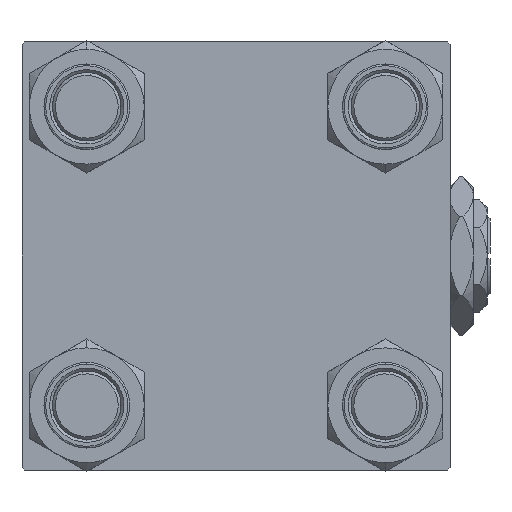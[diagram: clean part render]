
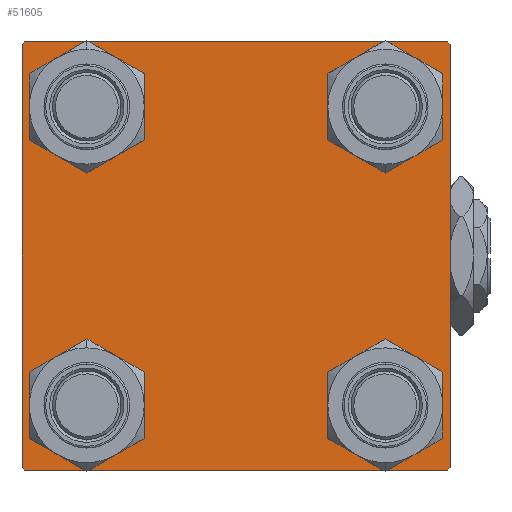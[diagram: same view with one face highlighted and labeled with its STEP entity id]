
A CAD part, left-side view. The second image highlights one B-rep face of the part: STEP entity #51605.
In plain terms, the highlighted planar face has unit normal (-1, 0, 0).
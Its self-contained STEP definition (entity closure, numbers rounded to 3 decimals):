
#44 = CARTESIAN_POINT ( 'NONE',  ( 0., 26.15, 19.65 ) ) ;
#484 = DIRECTION ( 'NONE',  ( 0., 0., 1. ) ) ;
#655 = AXIS2_PLACEMENT_3D ( 'NONE', #44913, #3844, #20002 ) ;
#1143 = DIRECTION ( 'NONE',  ( 0., -0.707, 0.707 ) ) ;
#1212 = ORIENTED_EDGE ( 'NONE', *, *, #27049, .T. ) ;
#1611 = AXIS2_PLACEMENT_3D ( 'NONE', #16368, #20608, #484 ) ;
#1651 = FACE_OUTER_BOUND ( 'NONE', #33701, .T. ) ;
#2039 = CARTESIAN_POINT ( 'NONE',  ( 0., -37.5, -37. ) ) ;
#2072 = DIRECTION ( 'NONE',  ( 0., -0.707, -0.707 ) ) ;
#2294 = CARTESIAN_POINT ( 'NONE',  ( 0., 37.5, 37. ) ) ;
#2339 = LINE ( 'NONE', #10561, #3226 ) ;
#2539 = LINE ( 'NONE', #51056, #8069 ) ;
#3226 = VECTOR ( 'NONE', #2072, 1000. ) ;
#3628 = EDGE_CURVE ( 'NONE', #47241, #29142, #46343, .T. ) ;
#3844 = DIRECTION ( 'NONE',  ( 1., 0., 0. ) ) ;
#3985 = EDGE_CURVE ( 'NONE', #6581, #48530, #2339, .T. ) ;
#4567 = EDGE_CURVE ( 'NONE', #27647, #14183, #43029, .T. ) ;
#5047 = ORIENTED_EDGE ( 'NONE', *, *, #18468, .T. ) ;
#5492 = CARTESIAN_POINT ( 'NONE',  ( 0., 37.5, 37.5 ) ) ;
#6010 = ORIENTED_EDGE ( 'NONE', *, *, #3985, .T. ) ;
#6581 = VERTEX_POINT ( 'NONE', #47678 ) ;
#6767 = EDGE_CURVE ( 'NONE', #14183, #27647, #18538, .T. ) ;
#6788 = DIRECTION ( 'NONE',  ( 0., 0., -1. ) ) ;
#7779 = DIRECTION ( 'NONE',  ( 0., 0., 1. ) ) ;
#8069 = VECTOR ( 'NONE', #6788, 1000. ) ;
#8985 = AXIS2_PLACEMENT_3D ( 'NONE', #51219, #39304, #14888 ) ;
#9873 = DIRECTION ( 'NONE',  ( 0., 0., 1. ) ) ;
#10561 = CARTESIAN_POINT ( 'NONE',  ( 0., 37.25, -37.25 ) ) ;
#10687 = EDGE_CURVE ( 'NONE', #21331, #19864, #37323, .T. ) ;
#11053 = ORIENTED_EDGE ( 'NONE', *, *, #6767, .T. ) ;
#11385 = CARTESIAN_POINT ( 'NONE',  ( 0., 26.15, 26.15 ) ) ;
#11649 = VECTOR ( 'NONE', #1143, 1000. ) ;
#11961 = CARTESIAN_POINT ( 'NONE',  ( 0., -26.15, -19.65 ) ) ;
#12063 = VECTOR ( 'NONE', #30380, 1000. ) ;
#13324 = DIRECTION ( 'NONE',  ( -1., 0., 0. ) ) ;
#13580 = FACE_BOUND ( 'NONE', #41600, .T. ) ;
#13899 = ORIENTED_EDGE ( 'NONE', *, *, #26210, .T. ) ;
#13905 = CIRCLE ( 'NONE', #43567, 6.5 ) ;
#14183 = VERTEX_POINT ( 'NONE', #26463 ) ;
#14888 = DIRECTION ( 'NONE',  ( 0., 0., 1. ) ) ;
#15733 = CARTESIAN_POINT ( 'NONE',  ( 0., 37.5, 37.5 ) ) ;
#15790 = EDGE_CURVE ( 'NONE', #29142, #47241, #45791, .T. ) ;
#16102 = VECTOR ( 'NONE', #41540, 1000. ) ;
#16368 = CARTESIAN_POINT ( 'NONE',  ( 0., -26.15, 26.15 ) ) ;
#16513 = CARTESIAN_POINT ( 'NONE',  ( 0., 37., 37.5 ) ) ;
#17279 = AXIS2_PLACEMENT_3D ( 'NONE', #42675, #30494, #19068 ) ;
#17563 = ORIENTED_EDGE ( 'NONE', *, *, #10687, .T. ) ;
#17633 = VERTEX_POINT ( 'NONE', #36145 ) ;
#18468 = EDGE_CURVE ( 'NONE', #39783, #19077, #25863, .T. ) ;
#18538 = CIRCLE ( 'NONE', #1611, 6.5 ) ;
#19068 = DIRECTION ( 'NONE',  ( 0., 0., 1. ) ) ;
#19077 = VERTEX_POINT ( 'NONE', #39202 ) ;
#19333 = AXIS2_PLACEMENT_3D ( 'NONE', #48632, #45937, #49665 ) ;
#19783 = CARTESIAN_POINT ( 'NONE',  ( 0., -26.15, 32.65 ) ) ;
#19864 = VERTEX_POINT ( 'NONE', #2294 ) ;
#20002 = DIRECTION ( 'NONE',  ( 0., 0., 1. ) ) ;
#20505 = ORIENTED_EDGE ( 'NONE', *, *, #3628, .T. ) ;
#20608 = DIRECTION ( 'NONE',  ( 1., 0., 0. ) ) ;
#21331 = VERTEX_POINT ( 'NONE', #16513 ) ;
#21682 = CIRCLE ( 'NONE', #8985, 6.5 ) ;
#21796 = FACE_BOUND ( 'NONE', #41328, .T. ) ;
#22058 = CARTESIAN_POINT ( 'NONE',  ( 0., 0., 0. ) ) ;
#22389 = VERTEX_POINT ( 'NONE', #46978 ) ;
#23499 = AXIS2_PLACEMENT_3D ( 'NONE', #39575, #43275, #47253 ) ;
#24605 = DIRECTION ( 'NONE',  ( 0., 0., 1. ) ) ;
#24887 = VERTEX_POINT ( 'NONE', #30688 ) ;
#25514 = CARTESIAN_POINT ( 'NONE',  ( 0., -37.25, -37.25 ) ) ;
#25629 = LINE ( 'NONE', #5492, #48759 ) ;
#25863 = LINE ( 'NONE', #46803, #12063 ) ;
#26040 = ORIENTED_EDGE ( 'NONE', *, *, #48594, .T. ) ;
#26210 = EDGE_CURVE ( 'NONE', #19864, #6581, #25629, .T. ) ;
#26454 = ORIENTED_EDGE ( 'NONE', *, *, #48699, .T. ) ;
#26463 = CARTESIAN_POINT ( 'NONE',  ( 0., -26.15, 19.65 ) ) ;
#27049 = EDGE_CURVE ( 'NONE', #17633, #35417, #21682, .T. ) ;
#27335 = CARTESIAN_POINT ( 'NONE',  ( 0., 26.15, -32.65 ) ) ;
#27448 = VECTOR ( 'NONE', #31932, 1000. ) ;
#27647 = VERTEX_POINT ( 'NONE', #19783 ) ;
#29142 = VERTEX_POINT ( 'NONE', #11961 ) ;
#29200 = EDGE_CURVE ( 'NONE', #48530, #22389, #41369, .T. ) ;
#29872 = CARTESIAN_POINT ( 'NONE',  ( 0., 37.25, 37.25 ) ) ;
#30178 = EDGE_LOOP ( 'NONE', ( #31234, #11053 ) ) ;
#30380 = DIRECTION ( 'NONE',  ( 0., 0.707, 0.707 ) ) ;
#30403 = CARTESIAN_POINT ( 'NONE',  ( 0., -26.15, -32.65 ) ) ;
#30494 = DIRECTION ( 'NONE',  ( 1., 0., 0. ) ) ;
#30688 = CARTESIAN_POINT ( 'NONE',  ( 0., 26.15, 32.65 ) ) ;
#30952 = VECTOR ( 'NONE', #33440, 1000. ) ;
#31234 = ORIENTED_EDGE ( 'NONE', *, *, #4567, .T. ) ;
#31932 = DIRECTION ( 'NONE',  ( 0., -1., 0. ) ) ;
#33440 = DIRECTION ( 'NONE',  ( 0., -1., 0. ) ) ;
#33701 = EDGE_LOOP ( 'NONE', ( #13899, #6010, #47360, #26040, #38110, #5047, #48758, #17563 ) ) ;
#33871 = DIRECTION ( 'NONE',  ( 0., 0., -1. ) ) ;
#34016 = FACE_BOUND ( 'NONE', #43484, .T. ) ;
#35417 = VERTEX_POINT ( 'NONE', #27335 ) ;
#36145 = CARTESIAN_POINT ( 'NONE',  ( 0., 26.15, -19.65 ) ) ;
#37029 = EDGE_CURVE ( 'NONE', #21331, #19077, #52058, .T. ) ;
#37220 = PLANE ( 'NONE',  #44646 ) ;
#37323 = LINE ( 'NONE', #29872, #16102 ) ;
#38110 = ORIENTED_EDGE ( 'NONE', *, *, #43509, .F. ) ;
#38366 = EDGE_CURVE ( 'NONE', #35417, #17633, #40166, .T. ) ;
#38456 = EDGE_CURVE ( 'NONE', #24887, #50980, #13905, .T. ) ;
#39202 = CARTESIAN_POINT ( 'NONE',  ( 0., -37., 37.5 ) ) ;
#39304 = DIRECTION ( 'NONE',  ( 1., 0., 0. ) ) ;
#39575 = CARTESIAN_POINT ( 'NONE',  ( 0., 26.15, 26.15 ) ) ;
#39613 = DIRECTION ( 'NONE',  ( 1., 0., 0. ) ) ;
#39783 = VERTEX_POINT ( 'NONE', #39834 ) ;
#39834 = CARTESIAN_POINT ( 'NONE',  ( 0., -37.5, 37. ) ) ;
#40166 = CIRCLE ( 'NONE', #17279, 6.5 ) ;
#41328 = EDGE_LOOP ( 'NONE', ( #44489, #20505 ) ) ;
#41369 = LINE ( 'NONE', #42143, #30952 ) ;
#41540 = DIRECTION ( 'NONE',  ( 0., 0.707, -0.707 ) ) ;
#41600 = EDGE_LOOP ( 'NONE', ( #1212, #44949 ) ) ;
#42143 = CARTESIAN_POINT ( 'NONE',  ( 0., 37.5, -37.5 ) ) ;
#42675 = CARTESIAN_POINT ( 'NONE',  ( 0., 26.15, -26.15 ) ) ;
#42989 = CIRCLE ( 'NONE', #23499, 6.5 ) ;
#43029 = CIRCLE ( 'NONE', #19333, 6.5 ) ;
#43275 = DIRECTION ( 'NONE',  ( 1., 0., 0. ) ) ;
#43286 = AXIS2_PLACEMENT_3D ( 'NONE', #52050, #39613, #7779 ) ;
#43484 = EDGE_LOOP ( 'NONE', ( #45971, #26454 ) ) ;
#43509 = EDGE_CURVE ( 'NONE', #39783, #50499, #2539, .T. ) ;
#43567 = AXIS2_PLACEMENT_3D ( 'NONE', #11385, #44765, #24605 ) ;
#44489 = ORIENTED_EDGE ( 'NONE', *, *, #15790, .T. ) ;
#44646 = AXIS2_PLACEMENT_3D ( 'NONE', #22058, #13324, #9873 ) ;
#44765 = DIRECTION ( 'NONE',  ( 1., 0., 0. ) ) ;
#44913 = CARTESIAN_POINT ( 'NONE',  ( 0., -26.15, -26.15 ) ) ;
#44949 = ORIENTED_EDGE ( 'NONE', *, *, #38366, .T. ) ;
#45791 = CIRCLE ( 'NONE', #43286, 6.5 ) ;
#45937 = DIRECTION ( 'NONE',  ( 1., 0., 0. ) ) ;
#45971 = ORIENTED_EDGE ( 'NONE', *, *, #38456, .T. ) ;
#46183 = FACE_BOUND ( 'NONE', #30178, .T. ) ;
#46186 = LINE ( 'NONE', #25514, #11649 ) ;
#46343 = CIRCLE ( 'NONE', #655, 6.5 ) ;
#46803 = CARTESIAN_POINT ( 'NONE',  ( 0., -37.25, 37.25 ) ) ;
#46978 = CARTESIAN_POINT ( 'NONE',  ( 0., -37., -37.5 ) ) ;
#47241 = VERTEX_POINT ( 'NONE', #30403 ) ;
#47253 = DIRECTION ( 'NONE',  ( 0., 0., 1. ) ) ;
#47360 = ORIENTED_EDGE ( 'NONE', *, *, #29200, .T. ) ;
#47678 = CARTESIAN_POINT ( 'NONE',  ( 0., 37.5, -37. ) ) ;
#48530 = VERTEX_POINT ( 'NONE', #52343 ) ;
#48594 = EDGE_CURVE ( 'NONE', #22389, #50499, #46186, .T. ) ;
#48632 = CARTESIAN_POINT ( 'NONE',  ( 0., -26.15, 26.15 ) ) ;
#48699 = EDGE_CURVE ( 'NONE', #50980, #24887, #42989, .T. ) ;
#48758 = ORIENTED_EDGE ( 'NONE', *, *, #37029, .F. ) ;
#48759 = VECTOR ( 'NONE', #33871, 1000. ) ;
#49665 = DIRECTION ( 'NONE',  ( 0., 0., 1. ) ) ;
#50499 = VERTEX_POINT ( 'NONE', #2039 ) ;
#50980 = VERTEX_POINT ( 'NONE', #44 ) ;
#51056 = CARTESIAN_POINT ( 'NONE',  ( 0., -37.5, 37.5 ) ) ;
#51219 = CARTESIAN_POINT ( 'NONE',  ( 0., 26.15, -26.15 ) ) ;
#51605 = ADVANCED_FACE ( 'NONE', ( #46183, #21796, #13580, #34016, #1651 ), #37220, .T. ) ;
#52050 = CARTESIAN_POINT ( 'NONE',  ( 0., -26.15, -26.15 ) ) ;
#52058 = LINE ( 'NONE', #15733, #27448 ) ;
#52343 = CARTESIAN_POINT ( 'NONE',  ( 0., 37., -37.5 ) ) ;
